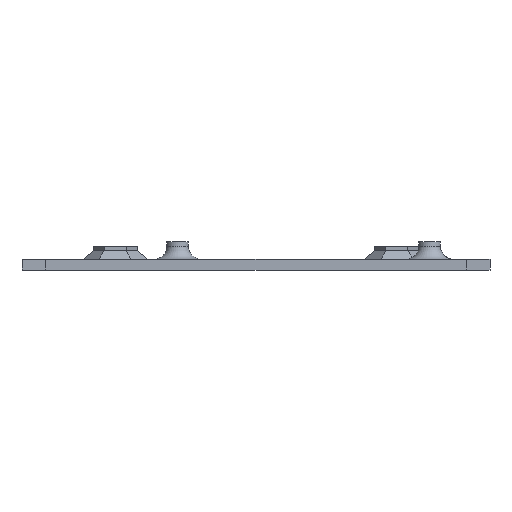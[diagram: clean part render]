
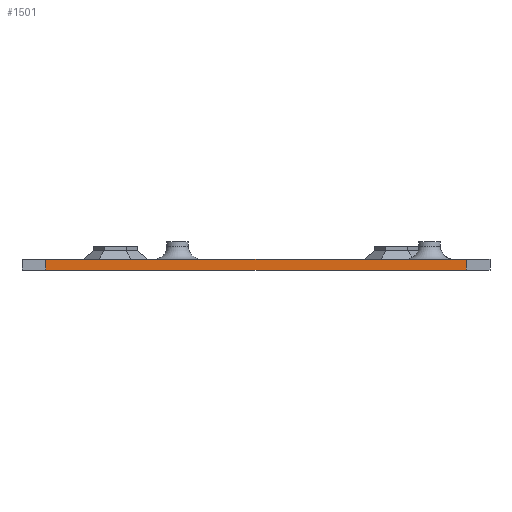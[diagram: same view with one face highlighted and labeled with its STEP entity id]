
A CAD part, front view. The second image highlights one B-rep face of the part: STEP entity #1501.
In plain terms, the highlighted planar face has unit normal (0, -1, 0).
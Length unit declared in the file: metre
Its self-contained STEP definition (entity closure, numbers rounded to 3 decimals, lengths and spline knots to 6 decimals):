
#57=LINE('',#2188,#190);
#83=LINE('',#2302,#216);
#108=LINE('',#2382,#241);
#109=LINE('',#2384,#242);
#190=VECTOR('',#1751,1.);
#216=VECTOR('',#1845,1.);
#241=VECTOR('',#1916,1.);
#242=VECTOR('',#1919,1.);
#439=ORIENTED_EDGE('',*,*,#706,.F.);
#440=ORIENTED_EDGE('',*,*,#801,.F.);
#441=ORIENTED_EDGE('',*,*,#760,.T.);
#442=ORIENTED_EDGE('',*,*,#800,.T.);
#706=EDGE_CURVE('',#897,#898,#57,.T.);
#760=EDGE_CURVE('',#952,#951,#83,.T.);
#800=EDGE_CURVE('',#951,#898,#108,.T.);
#801=EDGE_CURVE('',#952,#897,#109,.T.);
#897=VERTEX_POINT('',#2187);
#898=VERTEX_POINT('',#2189);
#951=VERTEX_POINT('',#2301);
#952=VERTEX_POINT('',#2303);
#1143=EDGE_LOOP('',(#439,#440,#441,#442));
#1311=FACE_BOUND('',#1143,.T.);
#1435=PLANE('',#1650);
#1501=ADVANCED_FACE('',(#1311),#1435,.T.);
#1650=AXIS2_PLACEMENT_3D('',#2383,#1917,#1918);
#1751=DIRECTION('',(-1.,0.,0.));
#1845=DIRECTION('',(-1.,0.,0.));
#1916=DIRECTION('',(0.,0.,-1.));
#1917=DIRECTION('',(0.,-1.,0.));
#1918=DIRECTION('',(0.,0.,-1.));
#1919=DIRECTION('',(0.,0.,-1.));
#2187=CARTESIAN_POINT('',(0.048475,-0.07495,0.));
#2188=CARTESIAN_POINT('',(0.,-0.07495,0.));
#2189=CARTESIAN_POINT('',(-0.048475,-0.07495,0.));
#2301=CARTESIAN_POINT('',(-0.048475,-0.07495,0.0025));
#2302=CARTESIAN_POINT('',(0.,-0.07495,0.0025));
#2303=CARTESIAN_POINT('',(0.048475,-0.07495,0.0025));
#2382=CARTESIAN_POINT('',(-0.048475,-0.07495,0.0025));
#2383=CARTESIAN_POINT('',(0.,-0.07495,0.0025));
#2384=CARTESIAN_POINT('',(0.048475,-0.07495,0.0025));
